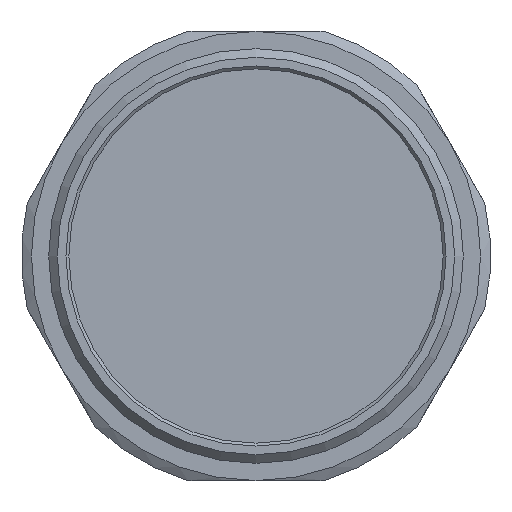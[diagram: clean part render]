
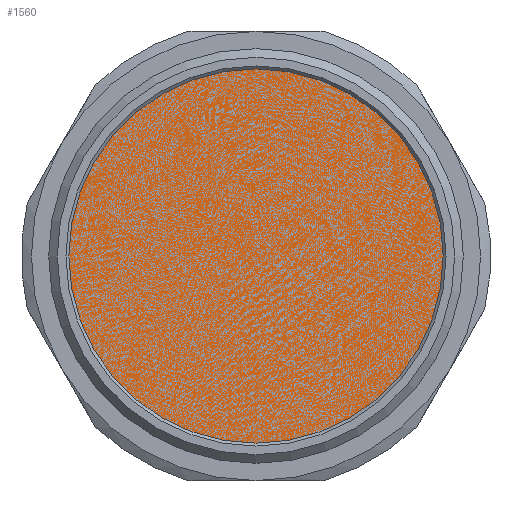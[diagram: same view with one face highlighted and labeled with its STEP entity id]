
A CAD part, front view. The second image highlights one B-rep face of the part: STEP entity #1560.
In plain terms, the highlighted planar face has unit normal (0, 1, 0).
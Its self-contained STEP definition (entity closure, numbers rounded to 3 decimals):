
#277=FACE_OUTER_BOUND('',#380,.T.);
#380=EDGE_LOOP('',(#1339));
#478=CIRCLE('',#1770,36.);
#713=VERTEX_POINT('',#2800);
#923=EDGE_CURVE('',#713,#713,#478,.T.);
#1339=ORIENTED_EDGE('',*,*,#923,.T.);
#1372=PLANE('',#1769);
#1560=ADVANCED_FACE('',(#277),#1372,.T.);
#1769=AXIS2_PLACEMENT_3D('',#2799,#2214,#2215);
#1770=AXIS2_PLACEMENT_3D('',#2801,#2216,#2217);
#2214=DIRECTION('center_axis',(0.,1.,0.));
#2215=DIRECTION('ref_axis',(0.,0.,1.));
#2216=DIRECTION('center_axis',(0.,1.,0.));
#2217=DIRECTION('ref_axis',(-1.,0.,0.));
#2799=CARTESIAN_POINT('Origin',(-1.364,-6.09,0.));
#2800=CARTESIAN_POINT('',(-37.364,-6.09,0.));
#2801=CARTESIAN_POINT('Origin',(-1.364,-6.09,0.));
